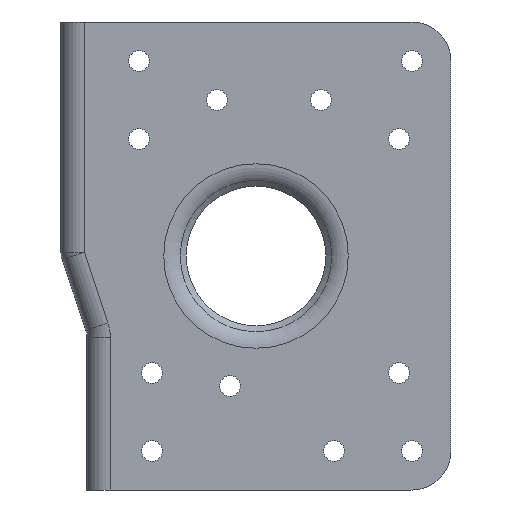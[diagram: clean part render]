
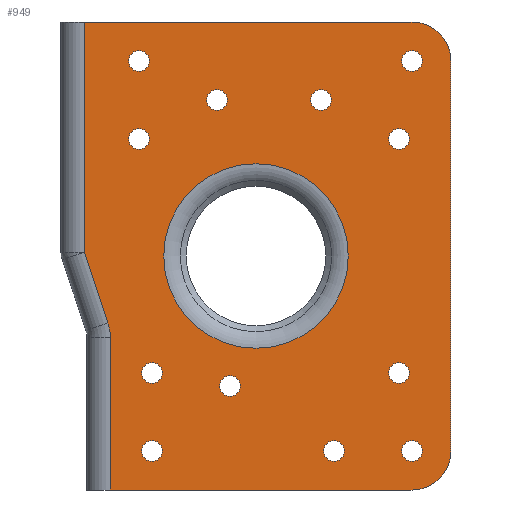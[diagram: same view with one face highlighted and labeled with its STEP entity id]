
A CAD part, front view. The second image highlights one B-rep face of the part: STEP entity #949.
In plain terms, the highlighted planar face has unit normal (0, -1, 0).
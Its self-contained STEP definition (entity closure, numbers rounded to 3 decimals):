
#48=FACE_BOUND('',#282,.T.);
#49=FACE_BOUND('',#283,.T.);
#50=FACE_BOUND('',#284,.T.);
#51=FACE_BOUND('',#285,.T.);
#52=FACE_BOUND('',#286,.T.);
#53=FACE_BOUND('',#287,.T.);
#54=FACE_BOUND('',#288,.T.);
#55=FACE_BOUND('',#289,.T.);
#56=FACE_BOUND('',#290,.T.);
#57=FACE_BOUND('',#291,.T.);
#58=FACE_BOUND('',#292,.T.);
#59=FACE_BOUND('',#293,.T.);
#60=FACE_BOUND('',#294,.T.);
#84=PLANE('',#1026);
#97=LINE('',#1481,#161);
#98=LINE('',#1485,#162);
#99=LINE('',#1487,#163);
#100=LINE('',#1489,#164);
#101=LINE('',#1493,#165);
#102=LINE('',#1494,#166);
#161=VECTOR('',#1166,10.);
#162=VECTOR('',#1169,10.);
#163=VECTOR('',#1170,10.);
#164=VECTOR('',#1171,10.);
#165=VECTOR('',#1174,10.);
#166=VECTOR('',#1175,10.);
#229=FACE_OUTER_BOUND('',#281,.T.);
#281=EDGE_LOOP('',(#677,#678,#679,#680,#681,#682,#683,#684,#685));
#282=EDGE_LOOP('',(#686));
#283=EDGE_LOOP('',(#687));
#284=EDGE_LOOP('',(#688));
#285=EDGE_LOOP('',(#689));
#286=EDGE_LOOP('',(#690));
#287=EDGE_LOOP('',(#691));
#288=EDGE_LOOP('',(#692));
#289=EDGE_LOOP('',(#693));
#290=EDGE_LOOP('',(#694));
#291=EDGE_LOOP('',(#695));
#292=EDGE_LOOP('',(#696));
#293=EDGE_LOOP('',(#697));
#294=EDGE_LOOP('',(#698));
#370=CIRCLE('',#1023,17.743);
#372=CIRCLE('',#1027,7.5);
#373=CIRCLE('',#1028,7.5);
#374=CIRCLE('',#1029,9.);
#375=CIRCLE('',#1030,2.);
#376=CIRCLE('',#1031,2.);
#377=CIRCLE('',#1032,2.);
#378=CIRCLE('',#1033,2.);
#379=CIRCLE('',#1034,2.);
#380=CIRCLE('',#1035,2.);
#381=CIRCLE('',#1036,2.);
#382=CIRCLE('',#1037,2.);
#383=CIRCLE('',#1038,2.);
#384=CIRCLE('',#1039,2.);
#385=CIRCLE('',#1040,2.);
#386=CIRCLE('',#1041,2.);
#443=VERTEX_POINT('',#1469);
#445=VERTEX_POINT('',#1477);
#446=VERTEX_POINT('',#1478);
#447=VERTEX_POINT('',#1480);
#448=VERTEX_POINT('',#1482);
#449=VERTEX_POINT('',#1484);
#450=VERTEX_POINT('',#1486);
#451=VERTEX_POINT('',#1488);
#452=VERTEX_POINT('',#1490);
#453=VERTEX_POINT('',#1492);
#454=VERTEX_POINT('',#1495);
#455=VERTEX_POINT('',#1497);
#456=VERTEX_POINT('',#1499);
#457=VERTEX_POINT('',#1501);
#458=VERTEX_POINT('',#1503);
#459=VERTEX_POINT('',#1505);
#460=VERTEX_POINT('',#1507);
#461=VERTEX_POINT('',#1509);
#462=VERTEX_POINT('',#1511);
#463=VERTEX_POINT('',#1513);
#464=VERTEX_POINT('',#1515);
#465=VERTEX_POINT('',#1517);
#532=EDGE_CURVE('',#443,#443,#370,.T.);
#535=EDGE_CURVE('',#445,#446,#372,.T.);
#536=EDGE_CURVE('',#447,#445,#97,.T.);
#537=EDGE_CURVE('',#448,#447,#373,.T.);
#538=EDGE_CURVE('',#449,#448,#98,.T.);
#539=EDGE_CURVE('',#450,#449,#99,.T.);
#540=EDGE_CURVE('',#451,#450,#100,.T.);
#541=EDGE_CURVE('',#452,#451,#374,.T.);
#542=EDGE_CURVE('',#453,#452,#101,.T.);
#543=EDGE_CURVE('',#446,#453,#102,.T.);
#544=EDGE_CURVE('',#454,#454,#375,.T.);
#545=EDGE_CURVE('',#455,#455,#376,.T.);
#546=EDGE_CURVE('',#456,#456,#377,.T.);
#547=EDGE_CURVE('',#457,#457,#378,.T.);
#548=EDGE_CURVE('',#458,#458,#379,.T.);
#549=EDGE_CURVE('',#459,#459,#380,.T.);
#550=EDGE_CURVE('',#460,#460,#381,.T.);
#551=EDGE_CURVE('',#461,#461,#382,.T.);
#552=EDGE_CURVE('',#462,#462,#383,.T.);
#553=EDGE_CURVE('',#463,#463,#384,.T.);
#554=EDGE_CURVE('',#464,#464,#385,.T.);
#555=EDGE_CURVE('',#465,#465,#386,.T.);
#677=ORIENTED_EDGE('',*,*,#535,.F.);
#678=ORIENTED_EDGE('',*,*,#536,.F.);
#679=ORIENTED_EDGE('',*,*,#537,.F.);
#680=ORIENTED_EDGE('',*,*,#538,.F.);
#681=ORIENTED_EDGE('',*,*,#539,.F.);
#682=ORIENTED_EDGE('',*,*,#540,.F.);
#683=ORIENTED_EDGE('',*,*,#541,.F.);
#684=ORIENTED_EDGE('',*,*,#542,.F.);
#685=ORIENTED_EDGE('',*,*,#543,.F.);
#686=ORIENTED_EDGE('',*,*,#544,.T.);
#687=ORIENTED_EDGE('',*,*,#545,.T.);
#688=ORIENTED_EDGE('',*,*,#546,.T.);
#689=ORIENTED_EDGE('',*,*,#547,.T.);
#690=ORIENTED_EDGE('',*,*,#548,.T.);
#691=ORIENTED_EDGE('',*,*,#549,.T.);
#692=ORIENTED_EDGE('',*,*,#550,.T.);
#693=ORIENTED_EDGE('',*,*,#551,.T.);
#694=ORIENTED_EDGE('',*,*,#552,.T.);
#695=ORIENTED_EDGE('',*,*,#553,.T.);
#696=ORIENTED_EDGE('',*,*,#554,.T.);
#697=ORIENTED_EDGE('',*,*,#555,.T.);
#698=ORIENTED_EDGE('',*,*,#532,.F.);
#949=ADVANCED_FACE('',(#229,#48,#49,#50,#51,#52,#53,#54,#55,#56,#57,#58,
#59,#60),#84,.F.);
#1023=AXIS2_PLACEMENT_3D('',#1471,#1155,#1156);
#1026=AXIS2_PLACEMENT_3D('',#1476,#1162,#1163);
#1027=AXIS2_PLACEMENT_3D('',#1479,#1164,#1165);
#1028=AXIS2_PLACEMENT_3D('',#1483,#1167,#1168);
#1029=AXIS2_PLACEMENT_3D('',#1491,#1172,#1173);
#1030=AXIS2_PLACEMENT_3D('',#1496,#1176,#1177);
#1031=AXIS2_PLACEMENT_3D('',#1498,#1178,#1179);
#1032=AXIS2_PLACEMENT_3D('',#1500,#1180,#1181);
#1033=AXIS2_PLACEMENT_3D('',#1502,#1182,#1183);
#1034=AXIS2_PLACEMENT_3D('',#1504,#1184,#1185);
#1035=AXIS2_PLACEMENT_3D('',#1506,#1186,#1187);
#1036=AXIS2_PLACEMENT_3D('',#1508,#1188,#1189);
#1037=AXIS2_PLACEMENT_3D('',#1510,#1190,#1191);
#1038=AXIS2_PLACEMENT_3D('',#1512,#1192,#1193);
#1039=AXIS2_PLACEMENT_3D('',#1514,#1194,#1195);
#1040=AXIS2_PLACEMENT_3D('',#1516,#1196,#1197);
#1041=AXIS2_PLACEMENT_3D('',#1518,#1198,#1199);
#1155=DIRECTION('center_axis',(0.,-1.,0.));
#1156=DIRECTION('ref_axis',(-1.,0.,0.));
#1162=DIRECTION('center_axis',(0.,1.,0.));
#1163=DIRECTION('ref_axis',(0.,0.,1.));
#1164=DIRECTION('center_axis',(0.,1.,0.));
#1165=DIRECTION('ref_axis',(0.707,0.,-0.707));
#1166=DIRECTION('',(0.,0.,-1.));
#1167=DIRECTION('center_axis',(0.,1.,0.));
#1168=DIRECTION('ref_axis',(0.707,0.,0.707));
#1169=DIRECTION('',(1.,0.,0.));
#1170=DIRECTION('',(0.,0.,1.));
#1171=DIRECTION('',(-0.316,0.,0.949));
#1172=DIRECTION('center_axis',(0.,-1.,0.));
#1173=DIRECTION('ref_axis',(0.987,0.,0.16));
#1174=DIRECTION('',(0.,0.,1.));
#1175=DIRECTION('',(-1.,0.,0.));
#1176=DIRECTION('center_axis',(0.,1.,0.));
#1177=DIRECTION('ref_axis',(1.,0.,0.));
#1178=DIRECTION('center_axis',(0.,1.,0.));
#1179=DIRECTION('ref_axis',(1.,0.,0.));
#1180=DIRECTION('center_axis',(0.,1.,0.));
#1181=DIRECTION('ref_axis',(1.,0.,0.));
#1182=DIRECTION('center_axis',(0.,1.,0.));
#1183=DIRECTION('ref_axis',(1.,0.,0.));
#1184=DIRECTION('center_axis',(0.,1.,0.));
#1185=DIRECTION('ref_axis',(1.,0.,0.));
#1186=DIRECTION('center_axis',(0.,1.,0.));
#1187=DIRECTION('ref_axis',(1.,0.,0.));
#1188=DIRECTION('center_axis',(0.,1.,0.));
#1189=DIRECTION('ref_axis',(1.,0.,0.));
#1190=DIRECTION('center_axis',(0.,1.,0.));
#1191=DIRECTION('ref_axis',(1.,0.,0.));
#1192=DIRECTION('center_axis',(0.,1.,0.));
#1193=DIRECTION('ref_axis',(1.,0.,0.));
#1194=DIRECTION('center_axis',(0.,1.,0.));
#1195=DIRECTION('ref_axis',(1.,0.,0.));
#1196=DIRECTION('center_axis',(0.,1.,0.));
#1197=DIRECTION('ref_axis',(1.,0.,0.));
#1198=DIRECTION('center_axis',(0.,1.,0.));
#1199=DIRECTION('ref_axis',(1.,0.,0.));
#1469=CARTESIAN_POINT('',(0.,0.,17.743));
#1471=CARTESIAN_POINT('Origin',(0.,0.,0.));
#1476=CARTESIAN_POINT('Origin',(0.,0.,0.));
#1477=CARTESIAN_POINT('',(37.5,0.,-37.5));
#1478=CARTESIAN_POINT('',(30.,0.,-45.));
#1479=CARTESIAN_POINT('Origin',(30.,0.,-37.5));
#1480=CARTESIAN_POINT('',(37.5,0.,37.5));
#1481=CARTESIAN_POINT('',(37.5,0.,45.));
#1482=CARTESIAN_POINT('',(30.,0.,45.));
#1483=CARTESIAN_POINT('Origin',(30.,0.,37.5));
#1484=CARTESIAN_POINT('',(-33.,0.,45.));
#1485=CARTESIAN_POINT('',(-37.5,0.,45.));
#1486=CARTESIAN_POINT('',(-33.,0.,0.73));
#1487=CARTESIAN_POINT('',(-33.,0.,-22.5));
#1488=CARTESIAN_POINT('',(-28.462,0.,-12.884));
#1489=CARTESIAN_POINT('',(-28.856,0.,-11.702));
#1490=CARTESIAN_POINT('',(-28.,0.,-15.73));
#1491=CARTESIAN_POINT('Origin',(-37.,0.,-15.73));
#1492=CARTESIAN_POINT('',(-28.,0.,-45.));
#1493=CARTESIAN_POINT('',(-28.,0.,-22.5));
#1494=CARTESIAN_POINT('',(37.5,0.,-45.));
#1495=CARTESIAN_POINT('',(28.,0.,-37.5));
#1496=CARTESIAN_POINT('Origin',(30.,0.,-37.5));
#1497=CARTESIAN_POINT('',(13.,0.,-37.5));
#1498=CARTESIAN_POINT('Origin',(15.,0.,-37.5));
#1499=CARTESIAN_POINT('',(-22.,0.,-37.5));
#1500=CARTESIAN_POINT('Origin',(-20.,0.,-37.5));
#1501=CARTESIAN_POINT('',(25.5,0.,22.5));
#1502=CARTESIAN_POINT('Origin',(27.5,0.,22.5));
#1503=CARTESIAN_POINT('',(10.5,0.,30.));
#1504=CARTESIAN_POINT('Origin',(12.5,0.,30.));
#1505=CARTESIAN_POINT('',(-24.5,0.,37.5));
#1506=CARTESIAN_POINT('Origin',(-22.5,0.,37.5));
#1507=CARTESIAN_POINT('',(-24.5,0.,22.5));
#1508=CARTESIAN_POINT('Origin',(-22.5,0.,22.5));
#1509=CARTESIAN_POINT('',(-9.5,0.,30.));
#1510=CARTESIAN_POINT('Origin',(-7.5,0.,30.));
#1511=CARTESIAN_POINT('',(28.,0.,37.5));
#1512=CARTESIAN_POINT('Origin',(30.,0.,37.5));
#1513=CARTESIAN_POINT('',(-22.,0.,-22.5));
#1514=CARTESIAN_POINT('Origin',(-20.,0.,-22.5));
#1515=CARTESIAN_POINT('',(-7.,0.,-25.));
#1516=CARTESIAN_POINT('Origin',(-5.,0.,-25.));
#1517=CARTESIAN_POINT('',(25.5,0.,-22.5));
#1518=CARTESIAN_POINT('Origin',(27.5,0.,-22.5));
